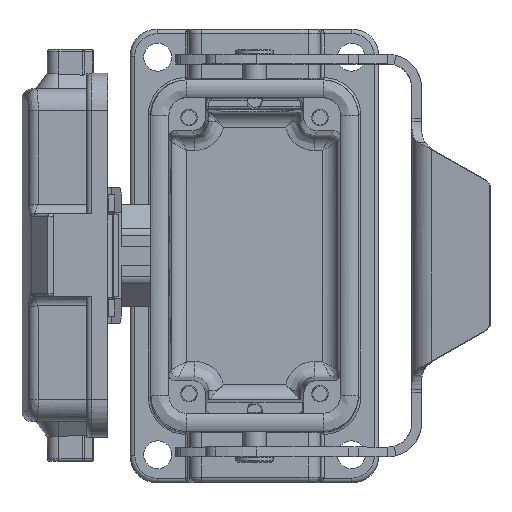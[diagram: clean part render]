
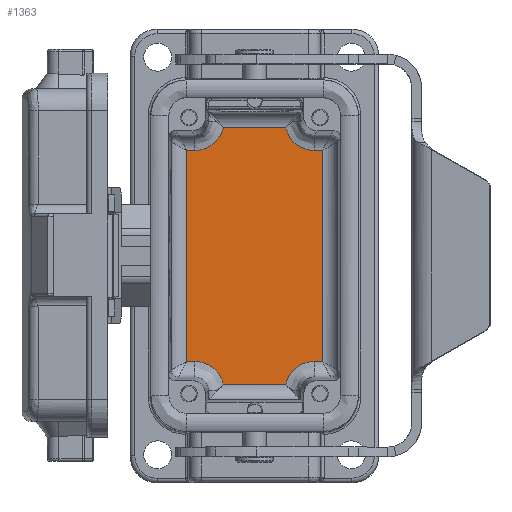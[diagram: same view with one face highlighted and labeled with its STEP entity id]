
A CAD part, top view. The second image highlights one B-rep face of the part: STEP entity #1363.
In plain terms, the highlighted planar face has unit normal (0, 0, 1).
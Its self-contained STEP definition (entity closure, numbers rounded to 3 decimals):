
#722=ELLIPSE('',#13369,6.002,6.);
#723=ELLIPSE('',#13370,6.002,6.);
#724=ELLIPSE('',#13371,6.002,6.);
#725=ELLIPSE('',#13372,6.002,6.);
#1363=ADVANCED_FACE('',(#2444),#2114,.T.);
#2114=PLANE('',#13373);
#2444=FACE_OUTER_BOUND('',#3149,.T.);
#3149=EDGE_LOOP('',(#4514,#4515,#4516,#4517,#4518,#4519,#4520,#4521,#4522,
#4523,#4524,#4525));
#4514=ORIENTED_EDGE('',*,*,#9614,.T.);
#4515=ORIENTED_EDGE('',*,*,#9615,.T.);
#4516=ORIENTED_EDGE('',*,*,#9616,.T.);
#4517=ORIENTED_EDGE('',*,*,#9617,.T.);
#4518=ORIENTED_EDGE('',*,*,#9618,.T.);
#4519=ORIENTED_EDGE('',*,*,#9619,.T.);
#4520=ORIENTED_EDGE('',*,*,#9620,.T.);
#4521=ORIENTED_EDGE('',*,*,#9621,.T.);
#4522=ORIENTED_EDGE('',*,*,#9622,.T.);
#4523=ORIENTED_EDGE('',*,*,#9623,.T.);
#4524=ORIENTED_EDGE('',*,*,#9624,.T.);
#4525=ORIENTED_EDGE('',*,*,#9625,.T.);
#8360=VERTEX_POINT('',#18991);
#8361=VERTEX_POINT('',#18992);
#8362=VERTEX_POINT('',#18994);
#8363=VERTEX_POINT('',#18996);
#8364=VERTEX_POINT('',#18998);
#8365=VERTEX_POINT('',#19000);
#8366=VERTEX_POINT('',#19002);
#8367=VERTEX_POINT('',#19004);
#8368=VERTEX_POINT('',#19006);
#8369=VERTEX_POINT('',#19008);
#8370=VERTEX_POINT('',#19010);
#8371=VERTEX_POINT('',#19012);
#9614=EDGE_CURVE('',#8360,#8361,#11443,.T.);
#9615=EDGE_CURVE('',#8361,#8362,#11444,.T.);
#9616=EDGE_CURVE('',#8362,#8363,#11445,.T.);
#9617=EDGE_CURVE('',#8363,#8364,#722,.T.);
#9618=EDGE_CURVE('',#8364,#8365,#11446,.T.);
#9619=EDGE_CURVE('',#8365,#8366,#723,.T.);
#9620=EDGE_CURVE('',#8366,#8367,#11447,.T.);
#9621=EDGE_CURVE('',#8367,#8368,#11448,.T.);
#9622=EDGE_CURVE('',#8368,#8369,#11449,.T.);
#9623=EDGE_CURVE('',#8369,#8370,#724,.T.);
#9624=EDGE_CURVE('',#8370,#8371,#11450,.T.);
#9625=EDGE_CURVE('',#8371,#8360,#725,.T.);
#11443=LINE('',#18990,#12400);
#11444=LINE('',#18993,#12401);
#11445=LINE('',#18995,#12402);
#11446=LINE('',#18999,#12403);
#11447=LINE('',#19003,#12404);
#11448=LINE('',#19005,#12405);
#11449=LINE('',#19007,#12406);
#11450=LINE('',#19011,#12407);
#12400=VECTOR('',#14769,1.);
#12401=VECTOR('',#14770,1.);
#12402=VECTOR('',#14771,1.);
#12403=VECTOR('',#14774,1.);
#12404=VECTOR('',#14777,1.);
#12405=VECTOR('',#14778,1.);
#12406=VECTOR('',#14779,1.);
#12407=VECTOR('',#14782,1.);
#13369=AXIS2_PLACEMENT_3D('',#18997,#14772,#14773);
#13370=AXIS2_PLACEMENT_3D('',#19001,#14775,#14776);
#13371=AXIS2_PLACEMENT_3D('',#19009,#14780,#14781);
#13372=AXIS2_PLACEMENT_3D('',#19013,#14783,#14784);
#13373=AXIS2_PLACEMENT_3D('',#19014,#14785,#14786);
#14769=DIRECTION('',(-1.,0.,0.));
#14770=DIRECTION('',(0.,-1.,0.));
#14771=DIRECTION('',(1.,0.,0.));
#14772=DIRECTION('',(0.,0.,-1.));
#14773=DIRECTION('',(-0.64,-0.768,0.));
#14774=DIRECTION('',(1.,0.,0.));
#14775=DIRECTION('',(0.,0.,-1.));
#14776=DIRECTION('',(0.64,-0.768,0.));
#14777=DIRECTION('',(1.,0.,0.));
#14778=DIRECTION('',(0.,1.,0.));
#14779=DIRECTION('',(-1.,0.,0.));
#14780=DIRECTION('',(0.,0.,-1.));
#14781=DIRECTION('',(0.64,0.768,0.));
#14782=DIRECTION('',(-1.,0.,0.));
#14783=DIRECTION('',(0.,0.,-1.));
#14784=DIRECTION('',(0.64,-0.768,0.));
#14785=DIRECTION('',(0.,0.,1.));
#14786=DIRECTION('',(0.,1.,0.));
#18990=CARTESIAN_POINT('',(-15.494,21.761,0.866));
#18991=CARTESIAN_POINT('',(-12.324,21.761,0.866));
#18992=CARTESIAN_POINT('',(-14.,21.761,0.866));
#18993=CARTESIAN_POINT('',(-14.,-23.444,0.866));
#18994=CARTESIAN_POINT('',(-14.,-21.761,0.866));
#18995=CARTESIAN_POINT('',(-12.269,-21.761,0.866));
#18996=CARTESIAN_POINT('',(-12.324,-21.761,0.866));
#18997=CARTESIAN_POINT('',(-12.327,-27.762,0.866));
#18998=CARTESIAN_POINT('',(-6.47,-26.452,0.866));
#18999=CARTESIAN_POINT('',(9.437,-26.452,0.866));
#19000=CARTESIAN_POINT('',(6.388,-26.452,0.866));
#19001=CARTESIAN_POINT('',(12.244,-27.762,0.866));
#19002=CARTESIAN_POINT('',(12.242,-21.761,0.866));
#19003=CARTESIAN_POINT('',(15.412,-21.761,0.866));
#19004=CARTESIAN_POINT('',(13.918,-21.761,0.866));
#19005=CARTESIAN_POINT('',(13.918,-46.999,0.866));
#19006=CARTESIAN_POINT('',(13.918,21.761,0.866));
#19007=CARTESIAN_POINT('',(12.187,21.761,0.866));
#19008=CARTESIAN_POINT('',(12.242,21.761,0.866));
#19009=CARTESIAN_POINT('',(12.244,27.762,0.866));
#19010=CARTESIAN_POINT('',(6.388,26.452,0.866));
#19011=CARTESIAN_POINT('',(-9.519,26.452,0.866));
#19012=CARTESIAN_POINT('',(-6.47,26.452,0.866));
#19013=CARTESIAN_POINT('',(-12.327,27.762,0.866));
#19014=CARTESIAN_POINT('',(-25.99,-46.999,0.866));
